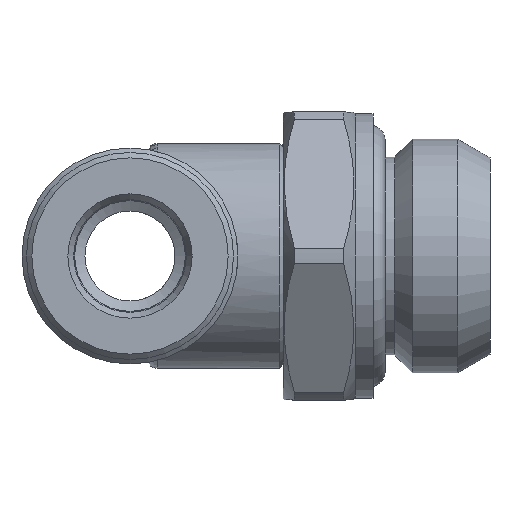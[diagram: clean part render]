
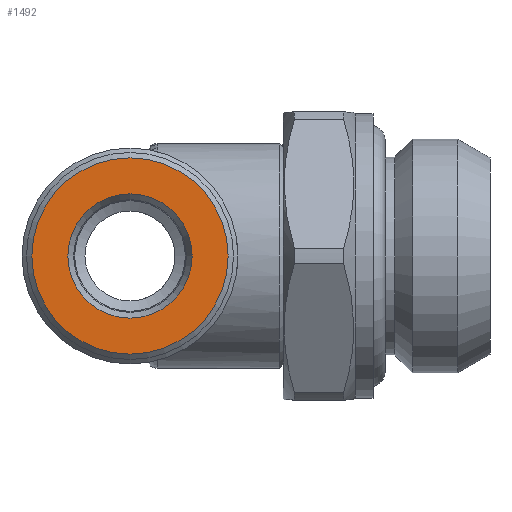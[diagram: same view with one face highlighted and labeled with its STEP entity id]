
A CAD part, left-side view. The second image highlights one B-rep face of the part: STEP entity #1492.
In plain terms, the highlighted planar face has unit normal (-1, 0, 0).
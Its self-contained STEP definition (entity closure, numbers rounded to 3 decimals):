
#26=PLANE('',#1606);
#204=ORIENTED_EDGE('',*,*,#438,.T.);
#205=ORIENTED_EDGE('',*,*,#434,.F.);
#434=EDGE_CURVE('',#551,#551,#633,.T.);
#438=EDGE_CURVE('',#553,#553,#635,.T.);
#551=VERTEX_POINT('',#2212);
#553=VERTEX_POINT('',#2406);
#633=CIRCLE('',#1604,5.45);
#635=CIRCLE('',#1607,3.45);
#706=EDGE_LOOP('',(#204));
#707=EDGE_LOOP('',(#205));
#834=FACE_BOUND('',#706,.T.);
#835=FACE_BOUND('',#707,.T.);
#1492=ADVANCED_FACE('',(#834,#835),#26,.T.);
#1604=AXIS2_PLACEMENT_3D('',#2211,#1801,#1802);
#1606=AXIS2_PLACEMENT_3D('',#2404,#1805,#1806);
#1607=AXIS2_PLACEMENT_3D('',#2405,#1807,#1808);
#1801=DIRECTION('',(1.,0.,0.));
#1802=DIRECTION('',(0.,0.,-1.));
#1805=DIRECTION('',(-1.,0.,0.));
#1806=DIRECTION('',(0.,0.,1.));
#1807=DIRECTION('',(1.,0.,0.));
#1808=DIRECTION('',(0.,0.,-1.));
#2211=CARTESIAN_POINT('',(-21.4,0.,0.));
#2212=CARTESIAN_POINT('',(-21.4,0.,-5.45));
#2404=CARTESIAN_POINT('',(-21.4,5.45,0.));
#2405=CARTESIAN_POINT('',(-21.4,0.,0.));
#2406=CARTESIAN_POINT('',(-21.4,0.,-3.45));
